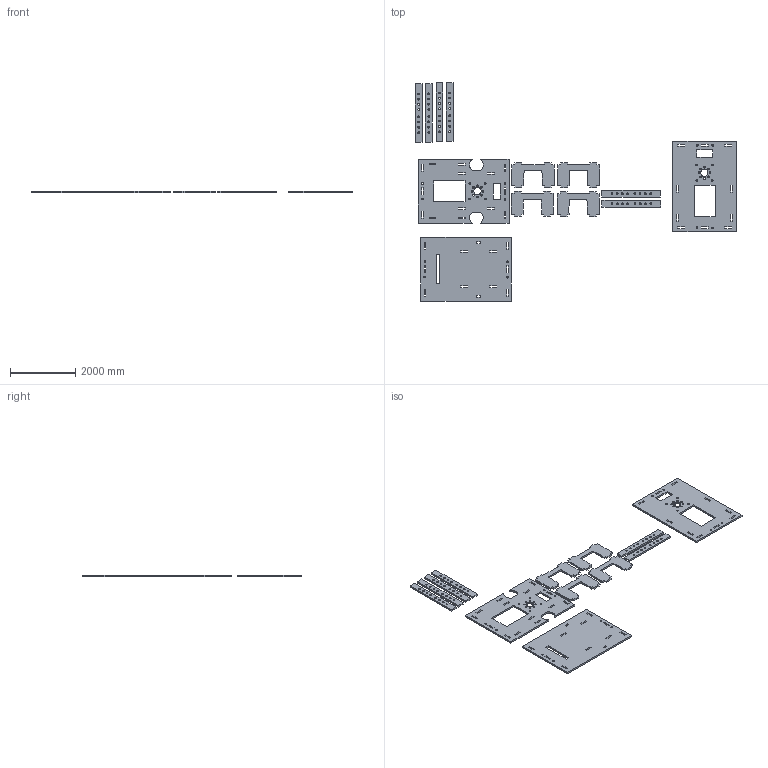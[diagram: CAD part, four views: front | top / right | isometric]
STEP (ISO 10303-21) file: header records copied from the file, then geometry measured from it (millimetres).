
FILE_DESCRIPTION( ( '' ), ' ' );
FILE_NAME( '5d1a73a85c37d01755345689.step', '2019-07-01T20:57:13', ( '' ), ( '' ), ' ', ' ', ' ' );
FILE_SCHEMA( ( 'AUTOMOTIVE_DESIGN { 1 0 10303 214 1 1 1 1 }' ) );
Length unit declared in the file: metre
Products named in the file (13): Part 4; Part 5; Part 6; Part 7; Part 8; Part 9; Part 10; Part 11; Part 12; Part 13; Part 2; Part 3; Part 1
Bounding box: 9882.84 x 6718.12 x 52.83 mm (x, y, z)
Volume: 987176695.3 mm3; surface area: 43730798 mm2
Topology: 13 solids, 13 shells, 853 faces, 2481 edges, 1654 vertices
Faces by surface type: extrusion 535, plane 318
Entity records: 37698 total; most frequent: CARTESIAN_POINT 9816, ORIENTED_EDGE 4962, DIRECTION 2608, EDGE_CURVE 2481, VECTOR 1946, VERTEX_POINT 1654, B_SPLINE_CURVE_WITH_KNOTS 1605, LINE 1411
